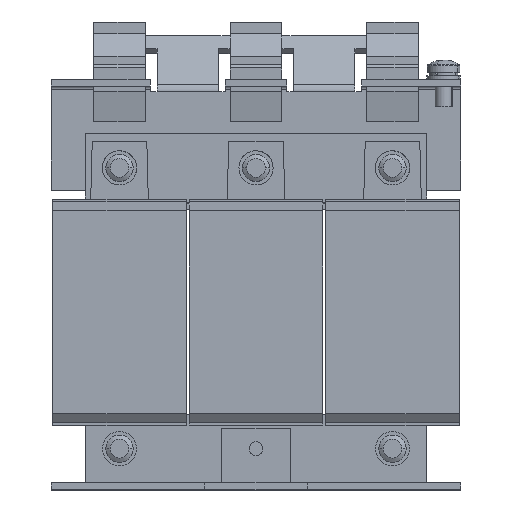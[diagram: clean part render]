
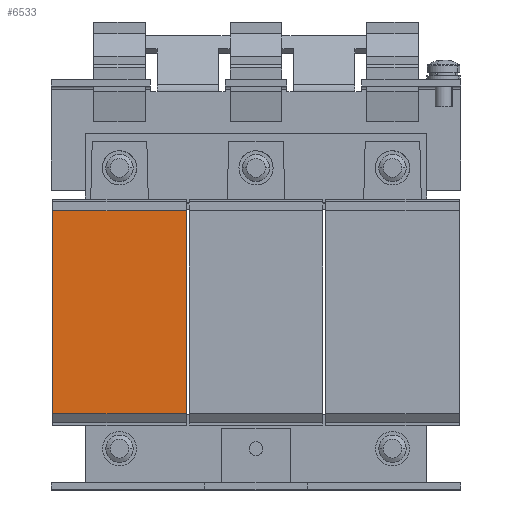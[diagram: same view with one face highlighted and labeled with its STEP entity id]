
A CAD part, top view. The second image highlights one B-rep face of the part: STEP entity #6533.
In plain terms, the highlighted planar face has unit normal (0, 0, 1).
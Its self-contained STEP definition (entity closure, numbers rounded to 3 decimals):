
#737 = VECTOR ( 'NONE', #11543, 1000. ) ;
#1818 = ORIENTED_EDGE ( 'NONE', *, *, #17878, .T. ) ;
#1898 = CARTESIAN_POINT ( 'NONE',  ( -20.5, -30.85, 22.9 ) ) ;
#2304 = CARTESIAN_POINT ( 'NONE',  ( -20.5, 28.55, 22.9 ) ) ;
#2551 = ORIENTED_EDGE ( 'NONE', *, *, #5425, .F. ) ;
#3033 = CARTESIAN_POINT ( 'NONE',  ( -59.5, 28.55, 22.9 ) ) ;
#3116 = VECTOR ( 'NONE', #8383, 1000. ) ;
#3447 = CARTESIAN_POINT ( 'NONE',  ( -59.5, 28.55, 22.9 ) ) ;
#5313 = CARTESIAN_POINT ( 'NONE',  ( -20.5, -30.85, 22.9 ) ) ;
#5317 = PLANE ( 'NONE',  #8686 ) ;
#5334 = EDGE_LOOP ( 'NONE', ( #8137, #2551, #16012, #1818 ) ) ;
#5425 = EDGE_CURVE ( 'Defeature ausgef�hrt2_245+Defeature ausgef�hrt2_246+Defeature ausgef�hrt2_224+Defeature ausgef�hrt2_223', #15402, #8753, #15005, .T. ) ;
#5473 = VERTEX_POINT ( 'NONE', #15876 ) ;
#5667 = VECTOR ( 'NONE', #7634, 1000. ) ;
#6101 = LINE ( 'NONE', #2304, #5667 ) ;
#6533 = ADVANCED_FACE ( 'Defeature ausgef�hrt2_246', ( #11935 ), #5317, .F. ) ;
#7041 = CARTESIAN_POINT ( 'NONE',  ( -59.5, -30.85, 22.9 ) ) ;
#7634 = DIRECTION ( 'NONE',  ( 0., -1., 0. ) ) ;
#7728 = VECTOR ( 'NONE', #16670, 1000. ) ;
#8137 = ORIENTED_EDGE ( 'NONE', *, *, #11726, .T. ) ;
#8328 = DIRECTION ( 'NONE',  ( 0., 1., 0. ) ) ;
#8383 = DIRECTION ( 'NONE',  ( -1., 0., 0. ) ) ;
#8686 = AXIS2_PLACEMENT_3D ( 'NONE', #16511, #14965, #8328 ) ;
#8753 = VERTEX_POINT ( 'NONE', #7041 ) ;
#10436 = EDGE_CURVE ( 'Defeature ausgef�hrt2_224+Defeature ausgef�hrt2_246+Defeature ausgef�hrt2_225+Defeature ausgef�hrt2_245', #5473, #15402, #6101, .T. ) ;
#11543 = DIRECTION ( 'NONE',  ( -1., 0., 0. ) ) ;
#11726 = EDGE_CURVE ( 'Defeature ausgef�hrt2_246+Defeature ausgef�hrt2_223+Defeature ausgef�hrt2_225+Defeature ausgef�hrt2_245', #11944, #8753, #14222, .T. ) ;
#11935 = FACE_OUTER_BOUND ( 'NONE', #5334, .T. ) ;
#11944 = VERTEX_POINT ( 'NONE', #3447 ) ;
#14222 = LINE ( 'NONE', #3033, #7728 ) ;
#14965 = DIRECTION ( 'NONE',  ( 0., 0., -1. ) ) ;
#15005 = LINE ( 'NONE', #1898, #737 ) ;
#15402 = VERTEX_POINT ( 'NONE', #5313 ) ;
#15876 = CARTESIAN_POINT ( 'NONE',  ( -20.5, 28.55, 22.9 ) ) ;
#16012 = ORIENTED_EDGE ( 'NONE', *, *, #10436, .F. ) ;
#16511 = CARTESIAN_POINT ( 'NONE',  ( -20.5, 28.55, 22.9 ) ) ;
#16631 = CARTESIAN_POINT ( 'NONE',  ( -20.5, 28.55, 22.9 ) ) ;
#16670 = DIRECTION ( 'NONE',  ( 0., -1., 0. ) ) ;
#17813 = LINE ( 'NONE', #16631, #3116 ) ;
#17878 = EDGE_CURVE ( 'Defeature ausgef�hrt2_246+Defeature ausgef�hrt2_225+Defeature ausgef�hrt2_224+Defeature ausgef�hrt2_223', #5473, #11944, #17813, .T. ) ;
